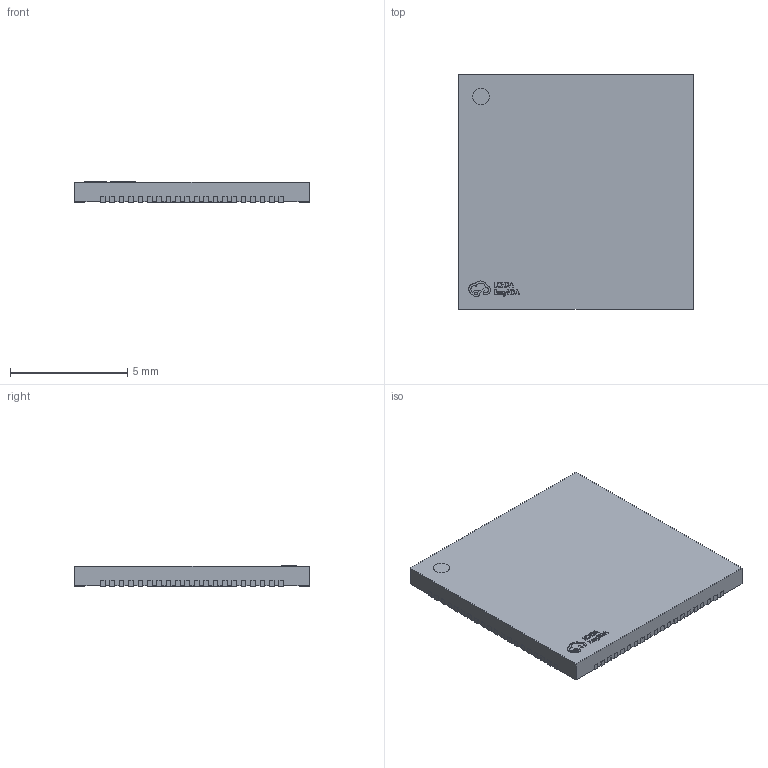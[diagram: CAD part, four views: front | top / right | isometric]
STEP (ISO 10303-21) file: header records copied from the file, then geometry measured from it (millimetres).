
FILE_DESCRIPTION (( 'STEP AP214' ), '1' );
FILE_NAME ('QFN-80_L10.0-W10.0-P0.40-TL-EP3.4.STEP', '2024-08-11T06:14:36', ( '' ), ( '' ), 'SwSTEP 2.0', 'SolidWorks 2020', '' );
FILE_SCHEMA (( 'AUTOMOTIVE_DESIGN' ));
Length unit declared in the file: millimetre
Products named in the file (1): QFN-80_L10.0-W10.0-P0.40-TL-EP3.4
Bounding box: 10.02 x 10.02 x 0.87 mm (x, y, z)
Volume: 83.6 mm3; surface area: 237.1 mm2
Topology: 1 solids, 1 shells, 806 faces, 2349 edges, 1566 vertices
Faces by surface type: plane 546, cylinder 162, bspline 98
Entity records: 35909 total; most frequent: CARTESIAN_POINT 6028, ORIENTED_EDGE 4698, DIRECTION 3891, EDGE_CURVE 2349, VECTOR 1825, LINE 1825, VERTEX_POINT 1566, AXIS2_PLACEMENT_3D 1033
